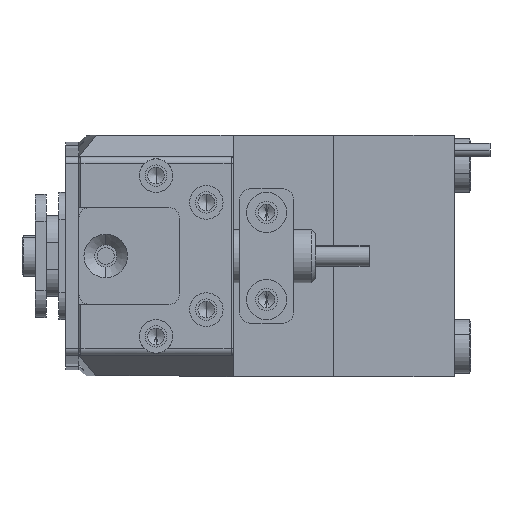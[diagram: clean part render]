
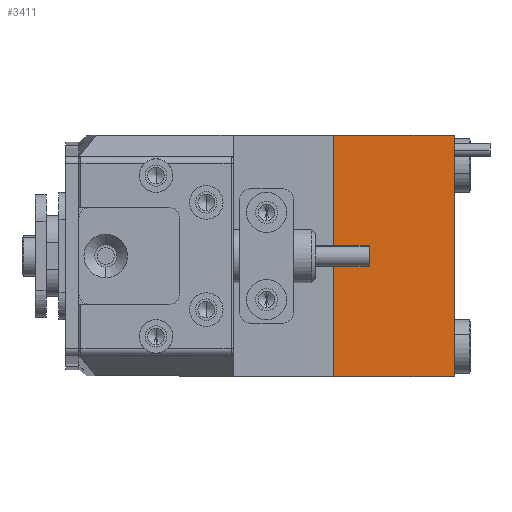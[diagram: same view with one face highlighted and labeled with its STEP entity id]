
A CAD part, left-side view. The second image highlights one B-rep face of the part: STEP entity #3411.
In plain terms, the highlighted face is planar.
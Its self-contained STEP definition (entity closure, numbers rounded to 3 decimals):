
#27 = DIRECTION ( 'NONE',  ( 0., 0., -1. ) ) ;
#263 = CARTESIAN_POINT ( 'NONE',  ( 26., 18., -18. ) ) ;
#681 = ORIENTED_EDGE ( 'NONE', *, *, #32326, .F. ) ;
#758 = FACE_OUTER_BOUND ( 'NONE', #9049, .T. ) ;
#2920 = LINE ( 'NONE', #41474, #8050 ) ;
#3027 = PLANE ( 'NONE',  #40445 ) ;
#3314 = LINE ( 'NONE', #35681, #23300 ) ;
#3411 = ADVANCED_FACE ( 'NONE', ( #758 ), #3027, .F. ) ;
#3748 = CARTESIAN_POINT ( 'NONE',  ( 26., 18., 18. ) ) ;
#5161 = DIRECTION ( 'NONE',  ( 0., 0., -1. ) ) ;
#6883 = VERTEX_POINT ( 'NONE', #29875 ) ;
#7179 = VECTOR ( 'NONE', #27, 1000. ) ;
#8050 = VECTOR ( 'NONE', #5161, 1000. ) ;
#9049 = EDGE_LOOP ( 'NONE', ( #21390, #42864, #11727, #681 ) ) ;
#9406 = CARTESIAN_POINT ( 'NONE',  ( 26., 0., -18. ) ) ;
#11056 = DIRECTION ( 'NONE',  ( 0., -1., 0. ) ) ;
#11727 = ORIENTED_EDGE ( 'NONE', *, *, #30417, .T. ) ;
#14526 = CARTESIAN_POINT ( 'NONE',  ( 26., 23.05, 18. ) ) ;
#18215 = VECTOR ( 'NONE', #11056, 1000. ) ;
#19924 = VERTEX_POINT ( 'NONE', #3748 ) ;
#20243 = EDGE_CURVE ( 'NONE', #19924, #6883, #3314, .T. ) ;
#21390 = ORIENTED_EDGE ( 'NONE', *, *, #22459, .F. ) ;
#22459 = EDGE_CURVE ( 'NONE', #19924, #42406, #39246, .T. ) ;
#23300 = VECTOR ( 'NONE', #39398, 1000. ) ;
#29875 = CARTESIAN_POINT ( 'NONE',  ( 26., 0., 18. ) ) ;
#30417 = EDGE_CURVE ( 'NONE', #6883, #38104, #2920, .T. ) ;
#32326 = EDGE_CURVE ( 'NONE', #42406, #38104, #46782, .T. ) ;
#32912 = CARTESIAN_POINT ( 'NONE',  ( 26., 18., 18. ) ) ;
#32962 = CARTESIAN_POINT ( 'NONE',  ( 26., 23.05, -18. ) ) ;
#35681 = CARTESIAN_POINT ( 'NONE',  ( 26., 23.05, 18. ) ) ;
#36276 = DIRECTION ( 'NONE',  ( 0., 0., 1. ) ) ;
#38104 = VERTEX_POINT ( 'NONE', #9406 ) ;
#39246 = LINE ( 'NONE', #32912, #7179 ) ;
#39398 = DIRECTION ( 'NONE',  ( 0., -1., 0. ) ) ;
#40445 = AXIS2_PLACEMENT_3D ( 'NONE', #14526, #43145, #36276 ) ;
#41474 = CARTESIAN_POINT ( 'NONE',  ( 26., 0., 18. ) ) ;
#42406 = VERTEX_POINT ( 'NONE', #263 ) ;
#42864 = ORIENTED_EDGE ( 'NONE', *, *, #20243, .T. ) ;
#43145 = DIRECTION ( 'NONE',  ( -1., 0., 0. ) ) ;
#46782 = LINE ( 'NONE', #32962, #18215 ) ;
